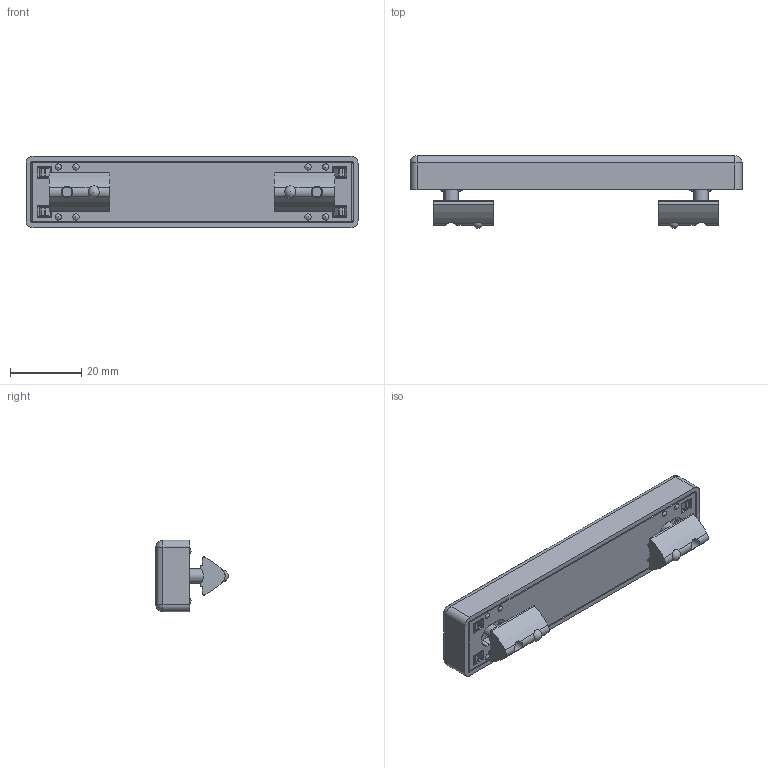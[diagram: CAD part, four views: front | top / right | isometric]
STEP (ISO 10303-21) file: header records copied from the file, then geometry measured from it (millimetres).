
FILE_DESCRIPTION(/* description */ (''),/* implementation_level */ '2;1');
FILE_NAME(/* name */ '14093_KriTec_Tuerschnaepper_6_Zn_mit_Befestigungssatz.stp',/* time_stamp */ '2017-03-20T12:28:03+01:00',/* author */ ('Steiner'),/* organization */ (''),/* preprocessor_version */ 'ST-DEVELOPER v16.1',/* originating_system */ 'Autodesk Inventor 2016',/* authorisation */ '');
FILE_SCHEMA (('CONFIG_CONTROL_DESIGN'));
Length unit declared in the file: millimetre
Products named in the file (7): 14093_Tuerschneapper; 14093_Abdeckplatte; 14093_Raste; 14093_Raste 2; 10354_KriTec_Nutenstein_6_St_M4_mit_Steg; 17012_KriTec_Senkkopfschraube_Mx16_ISO_10642_DIN_7991; 14093_KriTec_Tuerschnaepper_Zn
Assembly tree (8 placements, depth 2):
  14093_KriTec_Tuerschnaepper_Zn
    14093_Tuerschneapper
    14093_Abdeckplatte
    14093_Raste
    14093_Raste 2
    10354_KriTec_Nutenstein_6_St_M4_mit_Steg  x2
    17012_KriTec_Senkkopfschraube_Mx16_ISO_10642_DIN_7991  x2
Bounding box: 93 x 20.25 x 20 mm (x, y, z)
Volume: 15358.3 mm3; surface area: 16292.4 mm2
Topology: 8 solids, 8 shells, 931 faces, 2244 edges, 1265 vertices
Faces by surface type: cylinder 406, plane 250, bspline 83, torus 81, sphere 73, cone 38
Full cylindrical faces by diameter (mm): 3.242 x2, 4 x2, 4.2 x2, 4.5 x2, 7.5 x2
Entity records: 27797 total; most frequent: CARTESIAN_POINT 6613, DIRECTION 4501, ORIENTED_EDGE 4092, EDGE_CURVE 2046, AXIS2_PLACEMENT_3D 1730, VERTEX_POINT 1192, LINE 1041, VECTOR 1041
